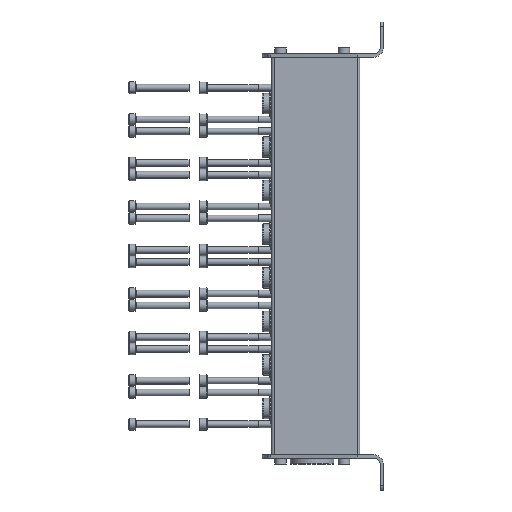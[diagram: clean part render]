
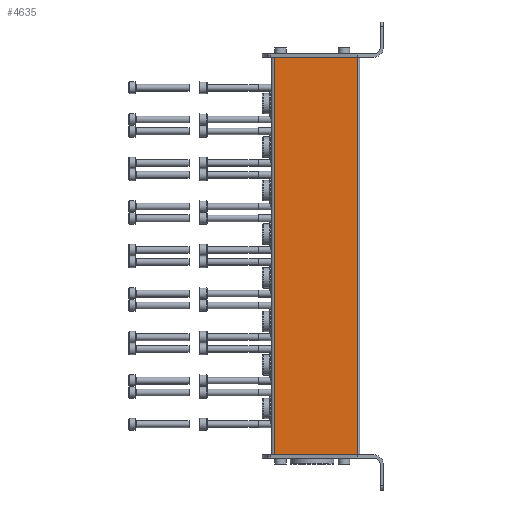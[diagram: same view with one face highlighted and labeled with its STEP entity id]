
A CAD part, left-side view. The second image highlights one B-rep face of the part: STEP entity #4635.
In plain terms, the highlighted planar face has unit normal (-1, 0, 0).
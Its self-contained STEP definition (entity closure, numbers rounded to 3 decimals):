
#360=LINE('',#7465,#598);
#361=LINE('',#7468,#599);
#362=LINE('',#7470,#600);
#363=LINE('',#7472,#601);
#598=VECTOR('',#5720,1000.);
#599=VECTOR('',#5721,1000.);
#600=VECTOR('',#5722,1000.);
#601=VECTOR('',#5723,1000.);
#836=PLANE('',#5039);
#1267=ORIENTED_EDGE('',*,*,#2413,.F.);
#1268=ORIENTED_EDGE('',*,*,#2414,.F.);
#1269=ORIENTED_EDGE('',*,*,#2415,.T.);
#1270=ORIENTED_EDGE('',*,*,#2416,.T.);
#2413=EDGE_CURVE('',#2986,#2987,#360,.T.);
#2414=EDGE_CURVE('',#2988,#2986,#361,.T.);
#2415=EDGE_CURVE('',#2988,#2989,#362,.T.);
#2416=EDGE_CURVE('',#2989,#2987,#363,.T.);
#2986=VERTEX_POINT('',#7466);
#2987=VERTEX_POINT('',#7467);
#2988=VERTEX_POINT('',#7469);
#2989=VERTEX_POINT('',#7471);
#3471=EDGE_LOOP('',(#1267,#1268,#1269,#1270));
#3989=FACE_BOUND('',#3471,.T.);
#4635=ADVANCED_FACE('',(#3989),#836,.T.);
#5039=AXIS2_PLACEMENT_3D('',#7464,#5718,#5719);
#5718=DIRECTION('',(-1.,0.,0.));
#5719=DIRECTION('',(0.,0.,1.));
#5720=DIRECTION('',(0.,-1.,0.));
#5721=DIRECTION('',(0.,0.,1.));
#5722=DIRECTION('',(0.,-1.,0.));
#5723=DIRECTION('',(0.,0.,1.));
#7464=CARTESIAN_POINT('',(-17.,28.,-292.));
#7465=CARTESIAN_POINT('',(-17.,28.,0.));
#7466=CARTESIAN_POINT('',(-17.,28.,0.));
#7467=CARTESIAN_POINT('',(-17.,-33.,0.));
#7468=CARTESIAN_POINT('',(-17.,28.,-292.));
#7469=CARTESIAN_POINT('',(-17.,28.,-292.));
#7470=CARTESIAN_POINT('',(-17.,28.,-292.));
#7471=CARTESIAN_POINT('',(-17.,-33.,-292.));
#7472=CARTESIAN_POINT('',(-17.,-33.,-292.));
